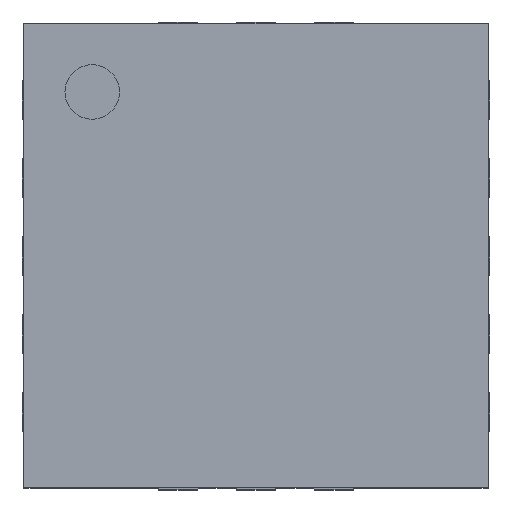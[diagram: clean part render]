
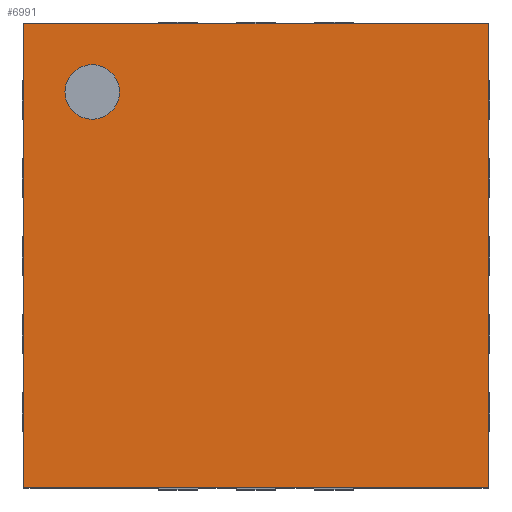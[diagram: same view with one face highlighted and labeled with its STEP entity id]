
A CAD part, top view. The second image highlights one B-rep face of the part: STEP entity #6991.
In plain terms, the highlighted planar face has unit normal (0, 0, 1).
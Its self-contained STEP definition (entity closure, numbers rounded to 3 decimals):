
#214 = PLANE('',#215);
#215 = AXIS2_PLACEMENT_3D('',#216,#217,#218);
#216 = CARTESIAN_POINT('',(-1.488,1.488,0.038));
#217 = DIRECTION('',(0.,-1.,0.));
#218 = DIRECTION('',(0.,0.,1.));
#489 = PLANE('',#490);
#490 = AXIS2_PLACEMENT_3D('',#491,#492,#493);
#491 = CARTESIAN_POINT('',(-1.488,1.488,0.038));
#492 = DIRECTION('',(1.,0.,0.));
#493 = DIRECTION('',(0.,0.,1.));
#1067 = PLANE('',#1068);
#1068 = AXIS2_PLACEMENT_3D('',#1069,#1070,#1071);
#1069 = CARTESIAN_POINT('',(-1.488,-1.488,0.038));
#1070 = DIRECTION('',(0.,-1.,0.));
#1071 = DIRECTION('',(0.,0.,1.));
#1425 = PLANE('',#1426);
#1426 = AXIS2_PLACEMENT_3D('',#1427,#1428,#1429);
#1427 = CARTESIAN_POINT('',(1.488,1.488,0.038));
#1428 = DIRECTION('',(1.,0.,0.));
#1429 = DIRECTION('',(0.,0.,1.));
#2234 = EDGE_CURVE('',#2235,#2237,#2239,.T.);
#2235 = VERTEX_POINT('',#2236);
#2236 = CARTESIAN_POINT('',(-1.488,1.488,1.038));
#2237 = VERTEX_POINT('',#2238);
#2238 = CARTESIAN_POINT('',(1.488,1.488,1.038));
#2239 = SURFACE_CURVE('',#2240,(#2244,#2251),.PCURVE_S1.);
#2240 = LINE('',#2241,#2242);
#2241 = CARTESIAN_POINT('',(-1.488,1.488,1.038));
#2242 = VECTOR('',#2243,1.);
#2243 = DIRECTION('',(1.,0.,0.));
#2244 = PCURVE('',#214,#2245);
#2245 = DEFINITIONAL_REPRESENTATION('',(#2246),#2250);
#2246 = LINE('',#2247,#2248);
#2247 = CARTESIAN_POINT('',(1.,0.));
#2248 = VECTOR('',#2249,1.);
#2249 = DIRECTION('',(0.,-1.));
#2250 = ( GEOMETRIC_REPRESENTATION_CONTEXT(2) 
PARAMETRIC_REPRESENTATION_CONTEXT() REPRESENTATION_CONTEXT('2D SPACE',''
  ) );
#2251 = PCURVE('',#2252,#2257);
#2252 = PLANE('',#2253);
#2253 = AXIS2_PLACEMENT_3D('',#2254,#2255,#2256);
#2254 = CARTESIAN_POINT('',(-1.488,1.488,1.038));
#2255 = DIRECTION('',(0.,0.,1.));
#2256 = DIRECTION('',(0.,-1.,0.));
#2257 = DEFINITIONAL_REPRESENTATION('',(#2258),#2262);
#2258 = LINE('',#2259,#2260);
#2259 = CARTESIAN_POINT('',(0.,0.));
#2260 = VECTOR('',#2261,1.);
#2261 = DIRECTION('',(0.,1.));
#2262 = ( GEOMETRIC_REPRESENTATION_CONTEXT(2) 
PARAMETRIC_REPRESENTATION_CONTEXT() REPRESENTATION_CONTEXT('2D SPACE',''
  ) );
#2482 = EDGE_CURVE('',#2235,#2483,#2485,.T.);
#2483 = VERTEX_POINT('',#2484);
#2484 = CARTESIAN_POINT('',(-1.488,-1.488,1.038));
#2485 = SURFACE_CURVE('',#2486,(#2490,#2497),.PCURVE_S1.);
#2486 = LINE('',#2487,#2488);
#2487 = CARTESIAN_POINT('',(-1.488,1.488,1.038));
#2488 = VECTOR('',#2489,1.);
#2489 = DIRECTION('',(0.,-1.,0.));
#2490 = PCURVE('',#489,#2491);
#2491 = DEFINITIONAL_REPRESENTATION('',(#2492),#2496);
#2492 = LINE('',#2493,#2494);
#2493 = CARTESIAN_POINT('',(1.,0.));
#2494 = VECTOR('',#2495,1.);
#2495 = DIRECTION('',(0.,1.));
#2496 = ( GEOMETRIC_REPRESENTATION_CONTEXT(2) 
PARAMETRIC_REPRESENTATION_CONTEXT() REPRESENTATION_CONTEXT('2D SPACE',''
  ) );
#2497 = PCURVE('',#2252,#2498);
#2498 = DEFINITIONAL_REPRESENTATION('',(#2499),#2503);
#2499 = LINE('',#2500,#2501);
#2500 = CARTESIAN_POINT('',(0.,0.));
#2501 = VECTOR('',#2502,1.);
#2502 = DIRECTION('',(1.,0.));
#2503 = ( GEOMETRIC_REPRESENTATION_CONTEXT(2) 
PARAMETRIC_REPRESENTATION_CONTEXT() REPRESENTATION_CONTEXT('2D SPACE',''
  ) );
#4041 = EDGE_CURVE('',#2237,#4042,#4044,.T.);
#4042 = VERTEX_POINT('',#4043);
#4043 = CARTESIAN_POINT('',(1.488,-1.488,1.038));
#4044 = SURFACE_CURVE('',#4045,(#4049,#4056),.PCURVE_S1.);
#4045 = LINE('',#4046,#4047);
#4046 = CARTESIAN_POINT('',(1.488,1.488,1.038));
#4047 = VECTOR('',#4048,1.);
#4048 = DIRECTION('',(0.,-1.,0.));
#4049 = PCURVE('',#1425,#4050);
#4050 = DEFINITIONAL_REPRESENTATION('',(#4051),#4055);
#4051 = LINE('',#4052,#4053);
#4052 = CARTESIAN_POINT('',(1.,0.));
#4053 = VECTOR('',#4054,1.);
#4054 = DIRECTION('',(0.,1.));
#4055 = ( GEOMETRIC_REPRESENTATION_CONTEXT(2) 
PARAMETRIC_REPRESENTATION_CONTEXT() REPRESENTATION_CONTEXT('2D SPACE',''
  ) );
#4056 = PCURVE('',#2252,#4057);
#4057 = DEFINITIONAL_REPRESENTATION('',(#4058),#4062);
#4058 = LINE('',#4059,#4060);
#4059 = CARTESIAN_POINT('',(0.,2.975));
#4060 = VECTOR('',#4061,1.);
#4061 = DIRECTION('',(1.,0.));
#4062 = ( GEOMETRIC_REPRESENTATION_CONTEXT(2) 
PARAMETRIC_REPRESENTATION_CONTEXT() REPRESENTATION_CONTEXT('2D SPACE',''
  ) );
#5366 = EDGE_CURVE('',#2483,#4042,#5367,.T.);
#5367 = SURFACE_CURVE('',#5368,(#5372,#5379),.PCURVE_S1.);
#5368 = LINE('',#5369,#5370);
#5369 = CARTESIAN_POINT('',(-1.488,-1.488,1.038));
#5370 = VECTOR('',#5371,1.);
#5371 = DIRECTION('',(1.,0.,0.));
#5372 = PCURVE('',#1067,#5373);
#5373 = DEFINITIONAL_REPRESENTATION('',(#5374),#5378);
#5374 = LINE('',#5375,#5376);
#5375 = CARTESIAN_POINT('',(1.,0.));
#5376 = VECTOR('',#5377,1.);
#5377 = DIRECTION('',(0.,-1.));
#5378 = ( GEOMETRIC_REPRESENTATION_CONTEXT(2) 
PARAMETRIC_REPRESENTATION_CONTEXT() REPRESENTATION_CONTEXT('2D SPACE',''
  ) );
#5379 = PCURVE('',#2252,#5380);
#5380 = DEFINITIONAL_REPRESENTATION('',(#5381),#5385);
#5381 = LINE('',#5382,#5383);
#5382 = CARTESIAN_POINT('',(2.975,0.));
#5383 = VECTOR('',#5384,1.);
#5384 = DIRECTION('',(0.,1.));
#5385 = ( GEOMETRIC_REPRESENTATION_CONTEXT(2) 
PARAMETRIC_REPRESENTATION_CONTEXT() REPRESENTATION_CONTEXT('2D SPACE',''
  ) );
#6991 = ADVANCED_FACE('',(#6992,#6998),#2252,.T.);
#6992 = FACE_BOUND('',#6993,.T.);
#6993 = EDGE_LOOP('',(#6994,#6995,#6996,#6997));
#6994 = ORIENTED_EDGE('',*,*,#2234,.F.);
#6995 = ORIENTED_EDGE('',*,*,#2482,.T.);
#6996 = ORIENTED_EDGE('',*,*,#5366,.T.);
#6997 = ORIENTED_EDGE('',*,*,#4041,.F.);
#6998 = FACE_BOUND('',#6999,.T.);
#6999 = EDGE_LOOP('',(#7000));
#7000 = ORIENTED_EDGE('',*,*,#7001,.T.);
#7001 = EDGE_CURVE('',#7002,#7002,#7004,.T.);
#7002 = VERTEX_POINT('',#7003);
#7003 = CARTESIAN_POINT('',(-1.05,0.875,1.038));
#7004 = SURFACE_CURVE('',#7005,(#7010,#7021),.PCURVE_S1.);
#7005 = CIRCLE('',#7006,0.175);
#7006 = AXIS2_PLACEMENT_3D('',#7007,#7008,#7009);
#7007 = CARTESIAN_POINT('',(-1.05,1.05,1.038));
#7008 = DIRECTION('',(0.,0.,-1.));
#7009 = DIRECTION('',(0.,-1.,0.));
#7010 = PCURVE('',#2252,#7011);
#7011 = DEFINITIONAL_REPRESENTATION('',(#7012),#7020);
#7012 = ( BOUNDED_CURVE() B_SPLINE_CURVE(2,(#7013,#7014,#7015,#7016,
#7017,#7018,#7019),.UNSPECIFIED.,.T.,.F.) B_SPLINE_CURVE_WITH_KNOTS((1,2
    ,2,2,2,1),(-2.094,0.,2.094,4.189,
6.283,8.378),.UNSPECIFIED.) CURVE() 
GEOMETRIC_REPRESENTATION_ITEM() RATIONAL_B_SPLINE_CURVE((1.,0.5,1.,0.5,
1.,0.5,1.)) REPRESENTATION_ITEM('') );
#7013 = CARTESIAN_POINT('',(0.613,0.438));
#7014 = CARTESIAN_POINT('',(0.613,0.134));
#7015 = CARTESIAN_POINT('',(0.35,0.286));
#7016 = CARTESIAN_POINT('',(0.088,0.438));
#7017 = CARTESIAN_POINT('',(0.35,0.589));
#7018 = CARTESIAN_POINT('',(0.613,0.741));
#7019 = CARTESIAN_POINT('',(0.613,0.438));
#7020 = ( GEOMETRIC_REPRESENTATION_CONTEXT(2) 
PARAMETRIC_REPRESENTATION_CONTEXT() REPRESENTATION_CONTEXT('2D SPACE',''
  ) );
#7021 = PCURVE('',#7022,#7027);
#7022 = CYLINDRICAL_SURFACE('',#7023,0.175);
#7023 = AXIS2_PLACEMENT_3D('',#7024,#7025,#7026);
#7024 = CARTESIAN_POINT('',(-1.05,1.05,1.045));
#7025 = DIRECTION('',(0.,0.,-1.));
#7026 = DIRECTION('',(0.,-1.,0.));
#7027 = DEFINITIONAL_REPRESENTATION('',(#7028),#7032);
#7028 = LINE('',#7029,#7030);
#7029 = CARTESIAN_POINT('',(-6.283,0.008));
#7030 = VECTOR('',#7031,1.);
#7031 = DIRECTION('',(1.,0.));
#7032 = ( GEOMETRIC_REPRESENTATION_CONTEXT(2) 
PARAMETRIC_REPRESENTATION_CONTEXT() REPRESENTATION_CONTEXT('2D SPACE',''
  ) );
